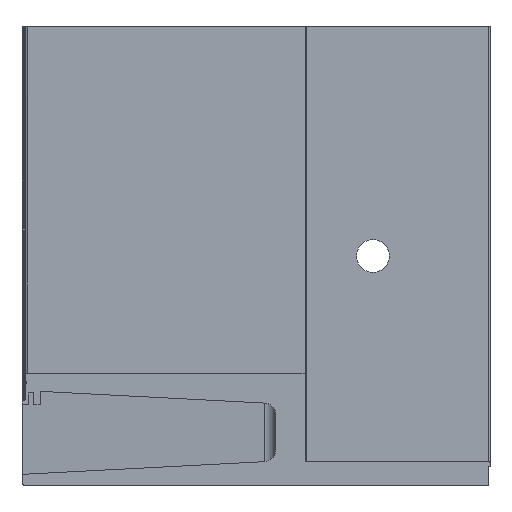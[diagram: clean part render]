
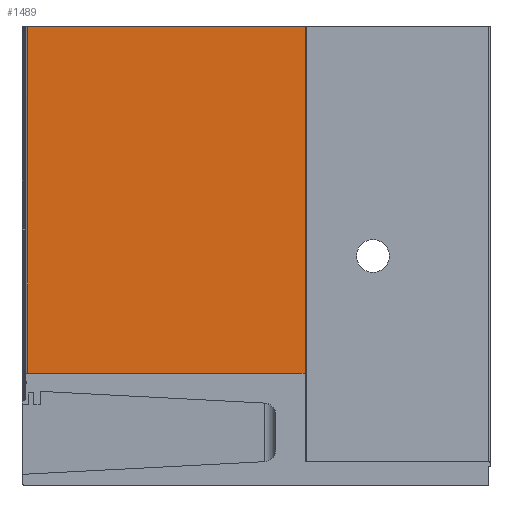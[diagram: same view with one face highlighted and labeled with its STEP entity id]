
A CAD part, left-side view. The second image highlights one B-rep face of the part: STEP entity #1489.
In plain terms, the highlighted planar face has unit normal (-1, 0, 0).
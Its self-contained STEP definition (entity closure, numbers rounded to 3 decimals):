
#4 = LINE ( 'NONE', #770, #1137 ) ;
#64 = CARTESIAN_POINT ( 'NONE',  ( 0., 0., 0. ) ) ;
#78 = DIRECTION ( 'NONE',  ( 1., 0., 0. ) ) ;
#154 = CARTESIAN_POINT ( 'NONE',  ( 0., 118.56, -148.05 ) ) ;
#177 = CARTESIAN_POINT ( 'NONE',  ( 0., 0., 0. ) ) ;
#264 = EDGE_CURVE ( 'NONE', #2368, #1604, #1700, .T. ) ;
#281 = VECTOR ( 'NONE', #1235, 1000. ) ;
#543 = CARTESIAN_POINT ( 'NONE',  ( 0., 0., -148.05 ) ) ;
#600 = DIRECTION ( 'NONE',  ( 0., 0., -1. ) ) ;
#770 = CARTESIAN_POINT ( 'NONE',  ( 0., 118.56, 0. ) ) ;
#793 = VERTEX_POINT ( 'NONE', #154 ) ;
#857 = VERTEX_POINT ( 'NONE', #543 ) ;
#960 = CARTESIAN_POINT ( 'NONE',  ( 0., 0., 0. ) ) ;
#965 = EDGE_CURVE ( 'NONE', #2368, #793, #4, .T. ) ;
#1113 = DIRECTION ( 'NONE',  ( 0., -1., 0. ) ) ;
#1137 = VECTOR ( 'NONE', #600, 1000. ) ;
#1181 = AXIS2_PLACEMENT_3D ( 'NONE', #64, #78, #2173 ) ;
#1196 = LINE ( 'NONE', #960, #1810 ) ;
#1235 = DIRECTION ( 'NONE',  ( 0., 1., 0. ) ) ;
#1400 = CARTESIAN_POINT ( 'NONE',  ( 0., 118.56, 0. ) ) ;
#1489 = ADVANCED_FACE ( 'NONE', ( #1775 ), #1588, .F. ) ;
#1541 = DIRECTION ( 'NONE',  ( 0., 0., -1. ) ) ;
#1588 = PLANE ( 'NONE',  #1181 ) ;
#1604 = VERTEX_POINT ( 'NONE', #177 ) ;
#1700 = LINE ( 'NONE', #2296, #1869 ) ;
#1761 = ORIENTED_EDGE ( 'NONE', *, *, #965, .T. ) ;
#1775 = FACE_OUTER_BOUND ( 'NONE', #2256, .T. ) ;
#1783 = EDGE_CURVE ( 'NONE', #1604, #857, #1196, .T. ) ;
#1810 = VECTOR ( 'NONE', #1541, 1000. ) ;
#1828 = EDGE_CURVE ( 'NONE', #857, #793, #2023, .T. ) ;
#1869 = VECTOR ( 'NONE', #1113, 1000. ) ;
#2023 = LINE ( 'NONE', #2204, #281 ) ;
#2160 = ORIENTED_EDGE ( 'NONE', *, *, #1828, .F. ) ;
#2173 = DIRECTION ( 'NONE',  ( 0., 0., -1. ) ) ;
#2204 = CARTESIAN_POINT ( 'NONE',  ( 0., 0., -148.05 ) ) ;
#2256 = EDGE_LOOP ( 'NONE', ( #2378, #2390, #1761, #2160 ) ) ;
#2296 = CARTESIAN_POINT ( 'NONE',  ( 0., 0., 0. ) ) ;
#2368 = VERTEX_POINT ( 'NONE', #1400 ) ;
#2378 = ORIENTED_EDGE ( 'NONE', *, *, #1783, .F. ) ;
#2390 = ORIENTED_EDGE ( 'NONE', *, *, #264, .F. ) ;
